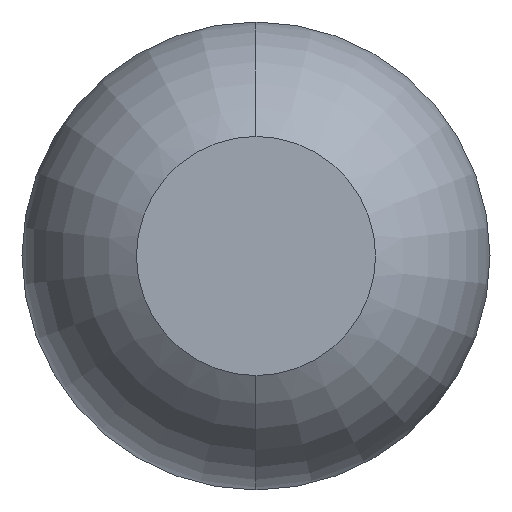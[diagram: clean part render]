
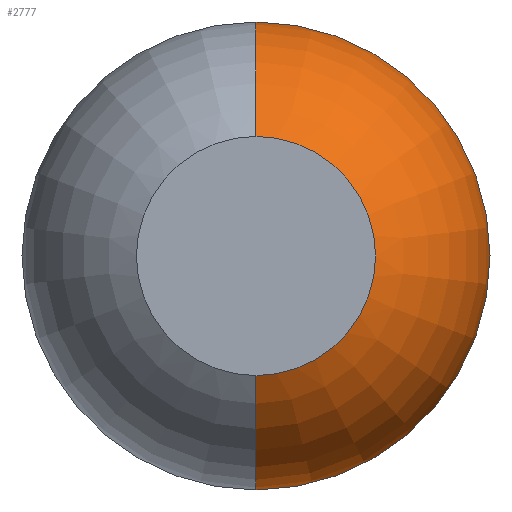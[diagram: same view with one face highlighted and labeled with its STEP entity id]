
A CAD part, front view. The second image highlights one B-rep face of the part: STEP entity #2777.
In plain terms, the highlighted toroidal (fillet/blend) face has major radius 0.035 mm and minor radius 0.65 mm.
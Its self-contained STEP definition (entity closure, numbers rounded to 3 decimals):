
#81 = AXIS2_PLACEMENT_3D ( 'NONE', #3104, #3440, #1727 ) ;
#262 = AXIS2_PLACEMENT_3D ( 'NONE', #2640, #1731, #1773 ) ;
#380 = DIRECTION ( 'NONE',  ( 1., 0., 0. ) ) ;
#401 = CARTESIAN_POINT ( 'NONE',  ( 0., -24.431, 0.035 ) ) ;
#784 = VERTEX_POINT ( 'NONE', #2235 ) ;
#977 = DIRECTION ( 'NONE',  ( 0., 0., -1. ) ) ;
#991 = CARTESIAN_POINT ( 'NONE',  ( 0., -24.431, 0. ) ) ;
#1171 = VERTEX_POINT ( 'NONE', #3535 ) ;
#1250 = DIRECTION ( 'NONE',  ( 0., 0., -1. ) ) ;
#1374 = ORIENTED_EDGE ( 'NONE', *, *, #2133, .F. ) ;
#1376 = CIRCLE ( 'NONE', #1448, 0.65 ) ;
#1448 = AXIS2_PLACEMENT_3D ( 'NONE', #2270, #3145, #2604 ) ;
#1604 = EDGE_CURVE ( 'Defeature ausgef�hrt2_4+Defeature ausgef�hrt2_5+Defeature ausgef�hrt2_5+Defeature ausgef�hrt2_5', #2108, #784, #1646, .T. ) ;
#1611 = ORIENTED_EDGE ( 'NONE', *, *, #2262, .T. ) ;
#1632 = AXIS2_PLACEMENT_3D ( 'NONE', #401, #380, #1250 ) ;
#1646 = CIRCLE ( 'NONE', #1886, 0.685 ) ;
#1727 = DIRECTION ( 'NONE',  ( 0., 0., -1. ) ) ;
#1731 = DIRECTION ( 'NONE',  ( 0., -1., 0. ) ) ;
#1743 = CIRCLE ( 'NONE', #1632, 0.65 ) ;
#1773 = DIRECTION ( 'NONE',  ( 0., 0., -1. ) ) ;
#1886 = AXIS2_PLACEMENT_3D ( 'NONE', #991, #2107, #977 ) ;
#1981 = ORIENTED_EDGE ( 'NONE', *, *, #2885, .F. ) ;
#2107 = DIRECTION ( 'NONE',  ( 0., -1., 0. ) ) ;
#2108 = VERTEX_POINT ( 'NONE', #2584 ) ;
#2133 = EDGE_CURVE ( 'NONE', #2108, #1171, #1376, .T. ) ;
#2235 = CARTESIAN_POINT ( 'NONE',  ( 0., -24.431, 0.685 ) ) ;
#2262 = EDGE_CURVE ( 'NONE', #784, #2466, #1743, .T. ) ;
#2270 = CARTESIAN_POINT ( 'NONE',  ( 0., -24.431, -0.035 ) ) ;
#2417 = ORIENTED_EDGE ( 'NONE', *, *, #1604, .T. ) ;
#2466 = VERTEX_POINT ( 'NONE', #3606 ) ;
#2584 = CARTESIAN_POINT ( 'NONE',  ( 0., -24.431, -0.685 ) ) ;
#2604 = DIRECTION ( 'NONE',  ( 0., 0., 1. ) ) ;
#2640 = CARTESIAN_POINT ( 'NONE',  ( 0., -24.431, 0. ) ) ;
#2777 = ADVANCED_FACE ( 'Defeature ausgef�hrt2_4', ( #2858 ), #3295, .T. ) ;
#2858 = FACE_OUTER_BOUND ( 'NONE', #3585, .T. ) ;
#2885 = EDGE_CURVE ( 'Defeature ausgef�hrt2_12+Defeature ausgef�hrt2_4+Defeature ausgef�hrt2_4+Defeature ausgef�hrt2_4', #1171, #2466, #3524, .T. ) ;
#3104 = CARTESIAN_POINT ( 'NONE',  ( 0., -25., 0. ) ) ;
#3145 = DIRECTION ( 'NONE',  ( -1., 0., 0. ) ) ;
#3295 = TOROIDAL_SURFACE ( 'NONE', #262, 0.035, 0.65 ) ;
#3440 = DIRECTION ( 'NONE',  ( 0., -1., 0. ) ) ;
#3524 = CIRCLE ( 'NONE', #81, 0.35 ) ;
#3535 = CARTESIAN_POINT ( 'NONE',  ( 0., -25., -0.35 ) ) ;
#3585 = EDGE_LOOP ( 'NONE', ( #2417, #1611, #1981, #1374 ) ) ;
#3606 = CARTESIAN_POINT ( 'NONE',  ( 0., -25., 0.35 ) ) ;
